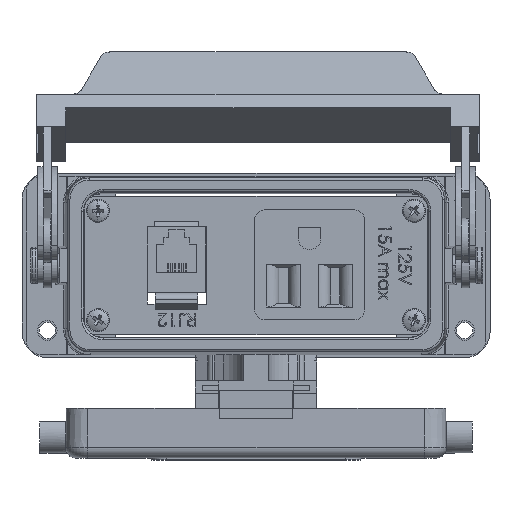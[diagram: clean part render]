
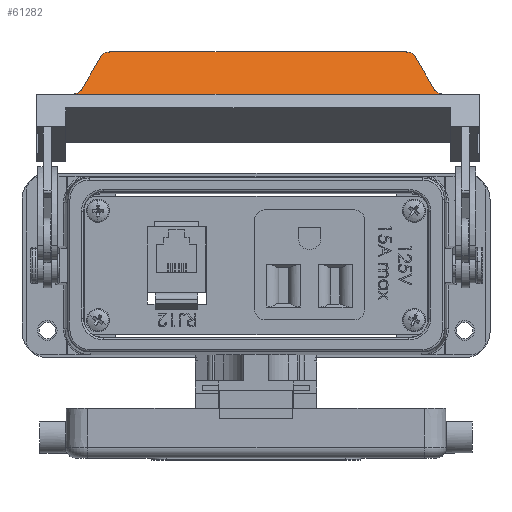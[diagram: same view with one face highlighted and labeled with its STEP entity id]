
A CAD part, top view. The second image highlights one B-rep face of the part: STEP entity #61282.
In plain terms, the highlighted planar face has unit normal (0, 0.372, 0.928).
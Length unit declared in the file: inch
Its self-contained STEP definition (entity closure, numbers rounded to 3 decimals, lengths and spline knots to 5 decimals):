
#2046 = DIRECTION ( 'NONE',  ( -0.484, -0.812, 0.325 ) ) ;
#2507 = CARTESIAN_POINT ( 'NONE',  ( 3.36823, 2.13561, -0.36821 ) ) ;
#2619 = DIRECTION ( 'NONE',  ( 1., 0., 0. ) ) ;
#3465 = CARTESIAN_POINT ( 'NONE',  ( 2.48524, 3.61756, -0.96165 ) ) ;
#3759 = EDGE_CURVE ( 'NONE', #45662, #28378, #12189, .T. ) ;
#5695 =( BOUNDED_CURVE ( )  B_SPLINE_CURVE ( 3, ( #31027, #60975, #56265, #25658 ),
 .UNSPECIFIED., .F., .F. ) 
 B_SPLINE_CURVE_WITH_KNOTS ( ( 4, 4 ),
 ( 5.23404, 6.28319 ),
 .UNSPECIFIED. ) 
 CURVE ( )  GEOMETRIC_REPRESENTATION_ITEM ( )  RATIONAL_B_SPLINE_CURVE ( ( 1., 0.91, 0.91, 1. ) ) 
 REPRESENTATION_ITEM ( '' )  );
#7536 = CARTESIAN_POINT ( 'NONE',  ( -0.05837, 2.13561, -0.36821 ) ) ;
#8655 = DIRECTION ( 'NONE',  ( 0.484, -0.812, 0.325 ) ) ;
#9598 = VERTEX_POINT ( 'NONE', #64188 ) ;
#9605 = DIRECTION ( 'NONE',  ( -1., 0., 0. ) ) ;
#10865 = VERTEX_POINT ( 'NONE', #45069 ) ;
#12028 = CARTESIAN_POINT ( 'NONE',  ( 3.1316, 2.49718, -0.513 ) ) ;
#12189 = LINE ( 'NONE', #3465, #39434 ) ;
#12798 = CARTESIAN_POINT ( 'NONE',  ( 3.3865, 2.10493, -0.35593 ) ) ;
#13049 = CARTESIAN_POINT ( 'NONE',  ( -0.49507, 2.08721, -0.34883 ) ) ;
#13727 = ORIENTED_EDGE ( 'NONE', *, *, #20254, .T. ) ;
#14406 = ORIENTED_EDGE ( 'NONE', *, *, #53532, .T. ) ;
#14459 = AXIS2_PLACEMENT_3D ( 'NONE', #13049, #18151, #53947 ) ;
#16526 =( BOUNDED_CURVE ( )  B_SPLINE_CURVE ( 3, ( #2507, #12798, #38779, #64002 ),
 .UNSPECIFIED., .F., .F. ) 
 B_SPLINE_CURVE_WITH_KNOTS ( ( 4, 4 ),
 ( 5.23404, 6.28319 ),
 .UNSPECIFIED. ) 
 CURVE ( )  GEOMETRIC_REPRESENTATION_ITEM ( )  RATIONAL_B_SPLINE_CURVE ( ( 1., 0.91, 0.91, 1. ) ) 
 REPRESENTATION_ITEM ( '' )  );
#16941 = EDGE_CURVE ( 'NONE', #52558, #65624, #27141, .T. ) ;
#17914 = CARTESIAN_POINT ( 'NONE',  ( 0.1465, 2.47946, -0.5059 ) ) ;
#18151 = DIRECTION ( 'NONE',  ( 0., -0.372, -0.928 ) ) ;
#18559 = EDGE_CURVE ( 'NONE', #65624, #27814, #40500, .T. ) ;
#19293 = ORIENTED_EDGE ( 'NONE', *, *, #60412, .F. ) ;
#20254 = EDGE_CURVE ( 'NONE', #27814, #10865, #5695, .T. ) ;
#22424 = CARTESIAN_POINT ( 'NONE',  ( 3.45493, 2.08721, -0.34883 ) ) ;
#23513 = CARTESIAN_POINT ( 'NONE',  ( -0.18276, 1.92684, -0.28461 ) ) ;
#25007 = VECTOR ( 'NONE', #2619, 39.37008 ) ;
#25658 = CARTESIAN_POINT ( 'NONE',  ( -0.14507, 2.08721, -0.34883 ) ) ;
#27141 =( BOUNDED_CURVE ( )  B_SPLINE_CURVE ( 3, ( #28219, #43697, #17914, #27562 ),
 .UNSPECIFIED., .F., .F. ) 
 B_SPLINE_CURVE_WITH_KNOTS ( ( 4, 4 ),
 ( 3.14159, 4.19074 ),
 .UNSPECIFIED. ) 
 CURVE ( )  GEOMETRIC_REPRESENTATION_ITEM ( )  RATIONAL_B_SPLINE_CURVE ( ( 1., 0.91, 0.91, 1. ) ) 
 REPRESENTATION_ITEM ( '' )  );
#27562 = CARTESIAN_POINT ( 'NONE',  ( 0.12823, 2.44878, -0.49362 ) ) ;
#27814 = VERTEX_POINT ( 'NONE', #7536 ) ;
#28019 = EDGE_LOOP ( 'NONE', ( #19293, #45487, #30730, #44117, #13727, #14406, #52196, #58172 ) ) ;
#28062 =( BOUNDED_CURVE ( )  B_SPLINE_CURVE ( 3, ( #47844, #12028, #46300, #52965 ),
 .UNSPECIFIED., .F., .F. ) 
 B_SPLINE_CURVE_WITH_KNOTS ( ( 4, 4 ),
 ( 3.14159, 4.19074 ),
 .UNSPECIFIED. ) 
 CURVE ( )  GEOMETRIC_REPRESENTATION_ITEM ( )  RATIONAL_B_SPLINE_CURVE ( ( 1., 0.91, 0.91, 1. ) ) 
 REPRESENTATION_ITEM ( '' )  );
#28219 = CARTESIAN_POINT ( 'NONE',  ( 0.21493, 2.49718, -0.513 ) ) ;
#28378 = VERTEX_POINT ( 'NONE', #46766 ) ;
#30730 = ORIENTED_EDGE ( 'NONE', *, *, #16941, .T. ) ;
#31027 = CARTESIAN_POINT ( 'NONE',  ( -0.05837, 2.13561, -0.36821 ) ) ;
#31244 = VERTEX_POINT ( 'NONE', #22424 ) ;
#34819 = VECTOR ( 'NONE', #9605, 39.37008 ) ;
#38664 = LINE ( 'NONE', #64123, #25007 ) ;
#38779 = CARTESIAN_POINT ( 'NONE',  ( 3.41825, 2.08721, -0.34883 ) ) ;
#39057 = FACE_OUTER_BOUND ( 'NONE', #28019, .T. ) ;
#39434 = VECTOR ( 'NONE', #8655, 39.37008 ) ;
#40500 = LINE ( 'NONE', #23513, #43678 ) ;
#40700 = CARTESIAN_POINT ( 'NONE',  ( 0.12823, 2.44878, -0.49362 ) ) ;
#43678 = VECTOR ( 'NONE', #2046, 39.37008 ) ;
#43697 = CARTESIAN_POINT ( 'NONE',  ( 0.17825, 2.49718, -0.513 ) ) ;
#44117 = ORIENTED_EDGE ( 'NONE', *, *, #18559, .T. ) ;
#44362 = PLANE ( 'NONE',  #14459 ) ;
#45069 = CARTESIAN_POINT ( 'NONE',  ( -0.14507, 2.08721, -0.34883 ) ) ;
#45487 = ORIENTED_EDGE ( 'NONE', *, *, #52230, .T. ) ;
#45662 = VERTEX_POINT ( 'NONE', #55919 ) ;
#46300 = CARTESIAN_POINT ( 'NONE',  ( 3.16335, 2.47946, -0.5059 ) ) ;
#46766 = CARTESIAN_POINT ( 'NONE',  ( 3.36823, 2.13561, -0.36821 ) ) ;
#47844 = CARTESIAN_POINT ( 'NONE',  ( 3.09493, 2.49718, -0.513 ) ) ;
#48709 = CARTESIAN_POINT ( 'NONE',  ( 0.21493, 2.49718, -0.513 ) ) ;
#52196 = ORIENTED_EDGE ( 'NONE', *, *, #62075, .F. ) ;
#52230 = EDGE_CURVE ( 'NONE', #9598, #52558, #58737, .T. ) ;
#52558 = VERTEX_POINT ( 'NONE', #48709 ) ;
#52965 = CARTESIAN_POINT ( 'NONE',  ( 3.18163, 2.44878, -0.49362 ) ) ;
#53532 = EDGE_CURVE ( 'NONE', #10865, #31244, #38664, .T. ) ;
#53947 = DIRECTION ( 'NONE',  ( 0., 0.928, -0.372 ) ) ;
#55425 = CARTESIAN_POINT ( 'NONE',  ( -0.49507, 2.49718, -0.513 ) ) ;
#55919 = CARTESIAN_POINT ( 'NONE',  ( 3.18163, 2.44878, -0.49362 ) ) ;
#56265 = CARTESIAN_POINT ( 'NONE',  ( -0.1084, 2.08721, -0.34883 ) ) ;
#58172 = ORIENTED_EDGE ( 'NONE', *, *, #3759, .F. ) ;
#58737 = LINE ( 'NONE', #55425, #34819 ) ;
#60412 = EDGE_CURVE ( 'NONE', #9598, #45662, #28062, .T. ) ;
#60975 = CARTESIAN_POINT ( 'NONE',  ( -0.07665, 2.10493, -0.35593 ) ) ;
#61282 = ADVANCED_FACE ( 'NONE', ( #39057 ), #44362, .F. ) ;
#62075 = EDGE_CURVE ( 'NONE', #28378, #31244, #16526, .T. ) ;
#64002 = CARTESIAN_POINT ( 'NONE',  ( 3.45493, 2.08721, -0.34883 ) ) ;
#64123 = CARTESIAN_POINT ( 'NONE',  ( -0.49507, 2.08721, -0.34883 ) ) ;
#64188 = CARTESIAN_POINT ( 'NONE',  ( 3.09493, 2.49718, -0.513 ) ) ;
#65624 = VERTEX_POINT ( 'NONE', #40700 ) ;
